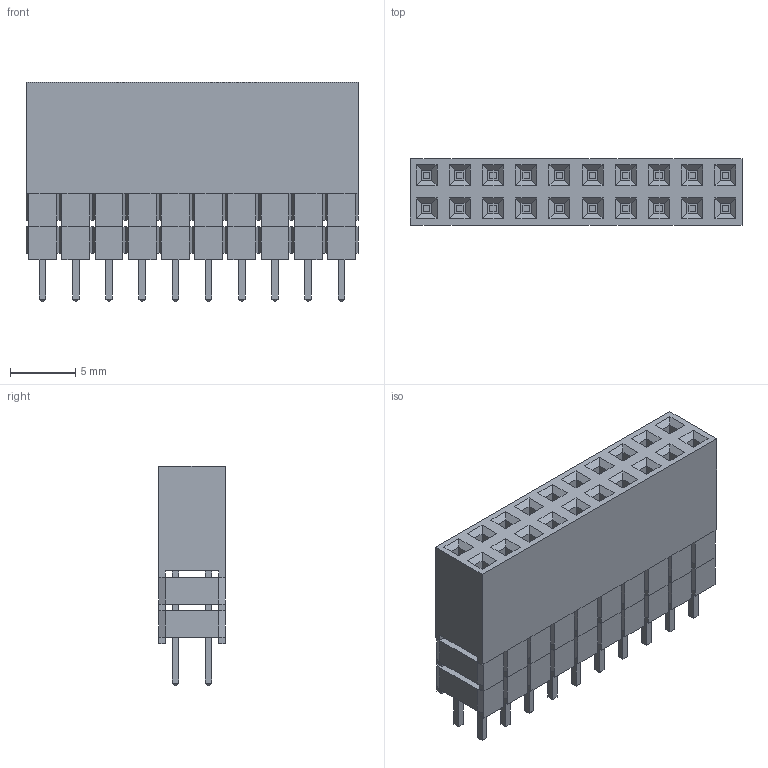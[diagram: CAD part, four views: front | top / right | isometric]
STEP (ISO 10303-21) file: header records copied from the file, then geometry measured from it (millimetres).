
FILE_DESCRIPTION(('FreeCAD Model'),'2;1');
FILE_NAME('Socket_Strip_Straight_L13.6_P2.5_02x10.step','2019-08-27T03:04:06',('Author'),(''), 'Open CASCADE STEP processor 6.8','FreeCAD','Unknown');
FILE_SCHEMA(('AUTOMOTIVE_DESIGN { 1 0 10303 214 1 1 1 1 }'));
Length unit declared in the file: millimetre
Products named in the file (1): Socket_Strip_Straight_L13.6_P2.5_02x10
Bounding box: 25.4 x 5.08 x 16.78 mm (x, y, z)
Volume: 1517.5 mm3; surface area: 2185.8 mm2
Topology: 1 solids, 1 shells, 914 faces, 2250 edges, 1340 vertices
Faces by surface type: plane 914
Entity records: 32442 total; most frequent: CARTESIAN_POINT 4505, ORIENTED_EDGE 4500, DIRECTION 4080, EDGE_CURVE 2250, LINE 2250, VECTOR 2250, VERTEX_POINT 1340, FACE_BOUND 1054
